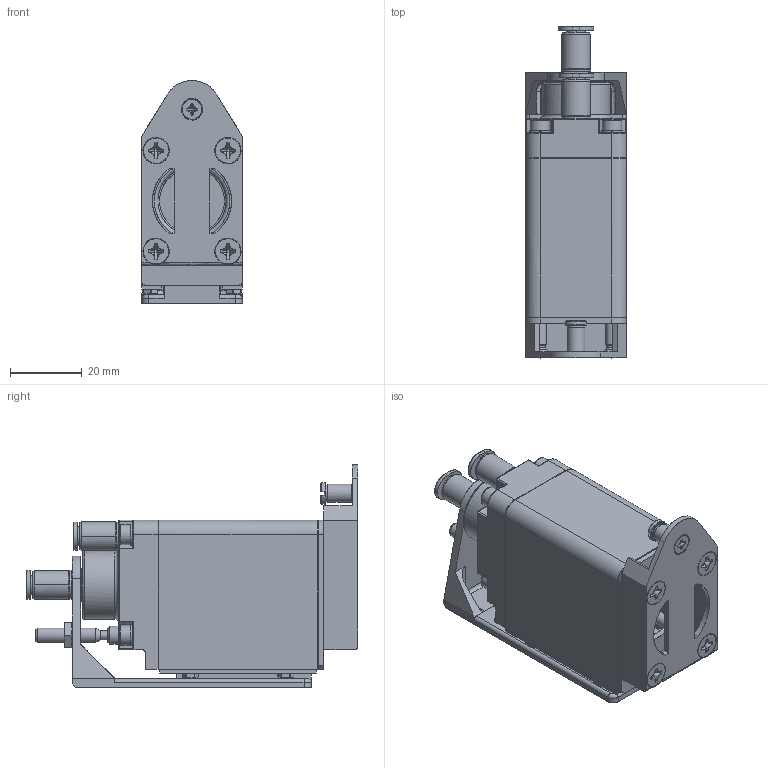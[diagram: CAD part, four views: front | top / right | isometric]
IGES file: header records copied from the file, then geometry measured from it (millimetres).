
Global section: file name:; native system: Rhinoceros ( Feb 22 2008 ); preprocessor: Trout Lake IGES 012 Feb 22 2008; date: 081001.000630; units: millimetre
Bounding box: 28 x 92.3 x 62 mm (x, y, z)
Surface area: 28930 mm2 (no closed solid volume)
Topology: 0 solids, 0 shells, 720 faces, 5749 edges, 5729 vertices
Faces by surface type: bspline 720
